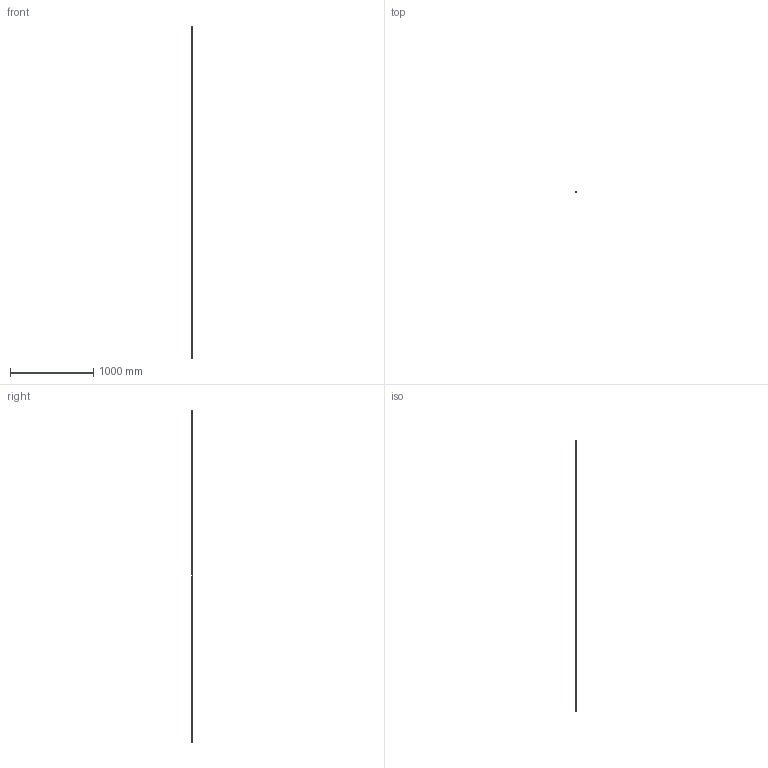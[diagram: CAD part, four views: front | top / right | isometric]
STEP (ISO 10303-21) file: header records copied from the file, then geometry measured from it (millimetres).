
FILE_DESCRIPTION((''),'2;1');
FILE_NAME('30008991_ASM','2021-07-16T13:09:29',('SYSTEM'),(''),'CREO PARAMETRIC BY PTC INC, 2019352','CREO PARAMETRIC BY PTC INC, 2019352','');
FILE_SCHEMA(('CONFIG_CONTROL_DESIGN'));
Length unit declared in the file: millimetre
Products named in the file (3): 30008990; 91228601; 30008991_ASM
Assembly tree (3 placements, depth 2):
  30008991_ASM
    30008990
    91228601  x2
Bounding box: 14.5 x 7 x 4000 mm (x, y, z)
Volume: 84358 mm3; surface area: 67579.2 mm2
Topology: 3 solids, 5 shells, 955 faces, 2534 edges, 1654 vertices
Faces by surface type: plane 497, bspline 320, cylinder 98, torus 24, extrusion 16
Entity records: 22881 total; most frequent: CARTESIAN_POINT 11542, ORIENTED_EDGE 2640, DIRECTION 1765, EDGE_CURVE 1320, VERTEX_POINT 862, VECTOR 835, LINE 827, EDGE_LOOP 530
